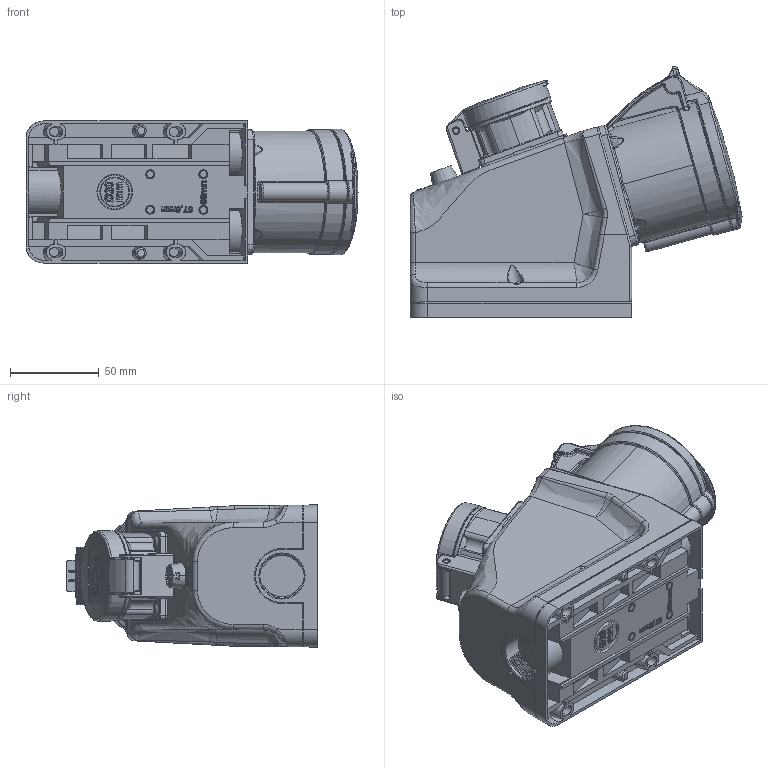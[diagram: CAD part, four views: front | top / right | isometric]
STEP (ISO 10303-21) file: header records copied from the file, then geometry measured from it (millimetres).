
FILE_DESCRIPTION (( 'STEP AP203' ), '1' );
FILE_NAME ('9225-6t23.STEP', '2022-09-13T11:19:30', ( '' ), ( '' ), 'SwSTEP 2.0', 'SolidWorks 2021', '' );
FILE_SCHEMA (( 'CONFIG_CONTROL_DESIGN' ));
Length unit declared in the file: millimetre
Products named in the file (1): 9225-6t23
Bounding box: 187.18 x 141.43 x 80.14 mm (x, y, z)
Volume: 986330.4 mm3; surface area: 104556.1 mm2
Topology: 2 solids, 2 shells, 2588 faces, 6813 edges, 4340 vertices
Faces by surface type: plane 1141, bspline 665, cylinder 426, torus 197, cone 135, sphere 24
Entity records: 129525 total; most frequent: CARTESIAN_POINT 72444, ORIENTED_EDGE 13550, DIRECTION 9479, EDGE_CURVE 6775, VERTEX_POINT 4337, VECTOR 3185, LINE 3185, AXIS2_PLACEMENT_3D 3147
